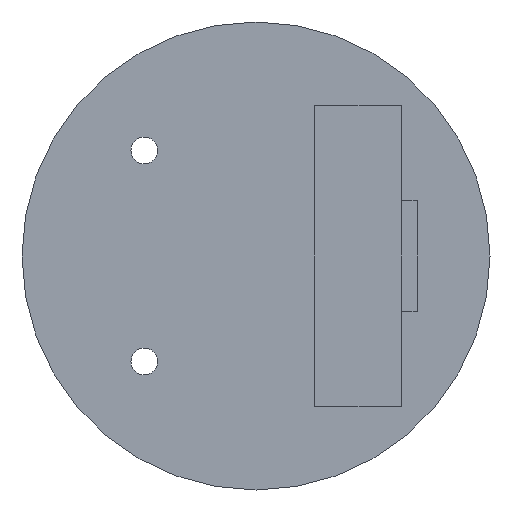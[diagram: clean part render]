
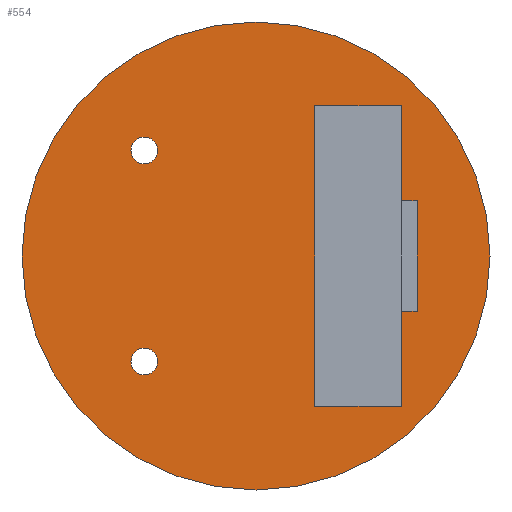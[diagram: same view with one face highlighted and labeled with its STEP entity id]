
A CAD part, front view. The second image highlights one B-rep face of the part: STEP entity #554.
In plain terms, the highlighted planar face has unit normal (0, -1, 0).
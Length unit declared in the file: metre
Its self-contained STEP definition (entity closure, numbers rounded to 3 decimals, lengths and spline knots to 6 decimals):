
#20=CIRCLE('',#600,0.00254);
#21=CIRCLE('',#601,0.00254);
#22=CIRCLE('',#602,0.04445);
#56=ORIENTED_EDGE('',*,*,#200,.F.);
#57=ORIENTED_EDGE('',*,*,#201,.F.);
#58=ORIENTED_EDGE('',*,*,#202,.T.);
#59=ORIENTED_EDGE('',*,*,#196,.F.);
#60=ORIENTED_EDGE('',*,*,#203,.T.);
#61=ORIENTED_EDGE('',*,*,#180,.T.);
#62=ORIENTED_EDGE('',*,*,#204,.F.);
#180=EDGE_CURVE('',#252,#253,#304,.T.);
#196=EDGE_CURVE('',#268,#269,#320,.T.);
#200=EDGE_CURVE('',#272,#272,#20,.T.);
#201=EDGE_CURVE('',#273,#273,#21,.T.);
#202=EDGE_CURVE('',#274,#274,#22,.T.);
#203=EDGE_CURVE('',#268,#252,#324,.T.);
#204=EDGE_CURVE('',#269,#253,#325,.T.);
#252=VERTEX_POINT('',#802);
#253=VERTEX_POINT('',#803);
#268=VERTEX_POINT('',#835);
#269=VERTEX_POINT('',#836);
#272=VERTEX_POINT('',#844);
#273=VERTEX_POINT('',#846);
#274=VERTEX_POINT('',#848);
#304=LINE('',#801,#360);
#320=LINE('',#834,#376);
#324=LINE('',#849,#380);
#325=LINE('',#850,#381);
#360=VECTOR('',#649,1.);
#376=VECTOR('',#667,1.);
#380=VECTOR('',#679,1.);
#381=VECTOR('',#680,1.);
#420=EDGE_LOOP('',(#56));
#421=EDGE_LOOP('',(#57));
#422=EDGE_LOOP('',(#58));
#423=EDGE_LOOP('',(#59,#60,#61,#62));
#476=FACE_BOUND('',#420,.T.);
#477=FACE_BOUND('',#421,.T.);
#478=FACE_BOUND('',#422,.T.);
#479=FACE_BOUND('',#423,.T.);
#530=PLANE('',#599);
#554=ADVANCED_FACE('',(#476,#477,#478,#479),#530,.T.);
#599=AXIS2_PLACEMENT_3D('',#842,#671,#672);
#600=AXIS2_PLACEMENT_3D('',#843,#673,#674);
#601=AXIS2_PLACEMENT_3D('',#845,#675,#676);
#602=AXIS2_PLACEMENT_3D('',#847,#677,#678);
#649=DIRECTION('',(0.,0.,-1.));
#667=DIRECTION('',(0.,0.,-1.));
#671=DIRECTION('',(0.,-1.,0.));
#672=DIRECTION('',(1.,0.,0.));
#673=DIRECTION('',(0.,-1.,0.));
#674=DIRECTION('',(0.,0.,-1.));
#675=DIRECTION('',(0.,-1.,0.));
#676=DIRECTION('',(0.,0.,-1.));
#677=DIRECTION('',(0.,-1.,0.));
#678=DIRECTION('',(0.,0.,-1.));
#679=DIRECTION('',(1.,0.,0.));
#680=DIRECTION('',(1.,0.,0.));
#801=CARTESIAN_POINT('',(0.02763,-0.00635,0.));
#802=CARTESIAN_POINT('',(0.02763,-0.00635,0.028499));
#803=CARTESIAN_POINT('',(0.02763,-0.00635,-0.028499));
#834=CARTESIAN_POINT('',(0.01112,-0.00635,0.));
#835=CARTESIAN_POINT('',(0.01112,-0.00635,0.028499));
#836=CARTESIAN_POINT('',(0.01112,-0.00635,-0.028499));
#842=CARTESIAN_POINT('',(0.,-0.00635,0.));
#843=CARTESIAN_POINT('',(-0.021215,-0.00635,0.020051));
#844=CARTESIAN_POINT('',(-0.021215,-0.00635,0.017511));
#845=CARTESIAN_POINT('',(-0.021215,-0.00635,-0.020051));
#846=CARTESIAN_POINT('',(-0.021215,-0.00635,-0.022591));
#847=CARTESIAN_POINT('',(0.,-0.00635,0.));
#848=CARTESIAN_POINT('',(0.,-0.00635,-0.04445));
#849=CARTESIAN_POINT('',(0.019375,-0.00635,0.028499));
#850=CARTESIAN_POINT('',(0.019375,-0.00635,-0.028499));
